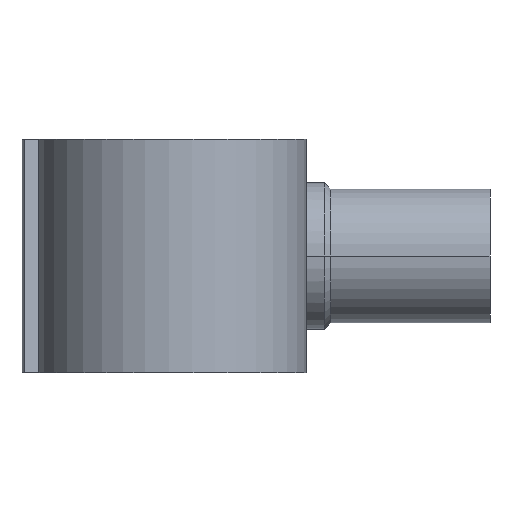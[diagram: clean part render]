
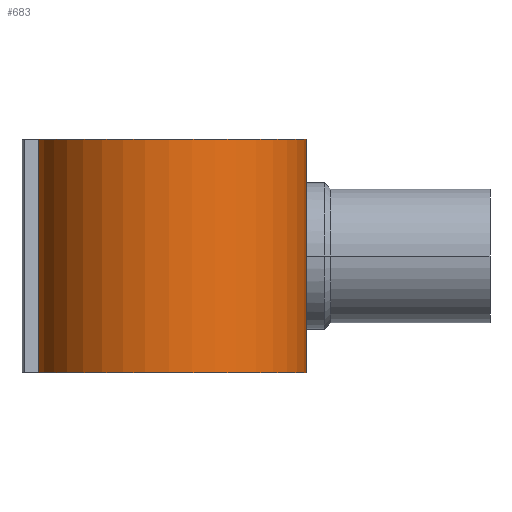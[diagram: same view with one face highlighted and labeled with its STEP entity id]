
A CAD part, front view. The second image highlights one B-rep face of the part: STEP entity #683.
In plain terms, the highlighted cylindrical face has radius 63.4 mm (diameter 126.8 mm), a partial arc.
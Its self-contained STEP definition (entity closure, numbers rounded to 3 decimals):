
#325 = EDGE_CURVE( '', #685, #485, #802, .T. );
#381 = VERTEX_POINT( '', #864 );
#387 = EDGE_CURVE( '', #381, #535, #870, .T. );
#427 = EDGE_CURVE( '', #535, #685, #914, .T. );
#485 = VERTEX_POINT( '', #976 );
#535 = VERTEX_POINT( '', #1031 );
#603 = EDGE_CURVE( '', #381, #485, #1107, .T. );
#683 = ADVANCED_FACE( '', ( #1200 ), #1201, .T. );
#685 = VERTEX_POINT( '', #1203 );
#802 = LINE( '', #1577, #1578 );
#864 = CARTESIAN_POINT( '', ( -62.692, -9.45, 55. ) );
#870 = LINE( '', #1775, #1776 );
#914 = CIRCLE( '', #1879, 63.4 );
#976 = CARTESIAN_POINT( '', ( 62.692, 9.45, 55. ) );
#1031 = CARTESIAN_POINT( '', ( -62.692, -9.45, -55. ) );
#1107 = CIRCLE( '', #2263, 63.4 );
#1200 = FACE_OUTER_BOUND( '', #2473, .T. );
#1201 = CYLINDRICAL_SURFACE( '', #2474, 63.4 );
#1203 = CARTESIAN_POINT( '', ( 62.692, 9.45, -55. ) );
#1577 = CARTESIAN_POINT( '', ( 62.692, 9.45, 55. ) );
#1578 = VECTOR( '', #2660, 1. );
#1775 = CARTESIAN_POINT( '', ( -62.692, -9.45, 55. ) );
#1776 = VECTOR( '', #2724, 1. );
#1879 = AXIS2_PLACEMENT_3D( '', #2790, #2791, #2792 );
#2263 = AXIS2_PLACEMENT_3D( '', #3018, #3019, #3020 );
#2473 = EDGE_LOOP( '', ( #3156, #3157, #3158, #3159 ) );
#2474 = AXIS2_PLACEMENT_3D( '', #3160, #3161, #3162 );
#2660 = DIRECTION( '', ( 0., 0., 1. ) );
#2724 = DIRECTION( '', ( 0., 0., -1. ) );
#2790 = CARTESIAN_POINT( '', ( 0., 0., -55. ) );
#2791 = DIRECTION( '', ( 0., 0., 1. ) );
#2792 = DIRECTION( '', ( -0.989, -0.149, 0. ) );
#3018 = CARTESIAN_POINT( '', ( 0., 0., 55. ) );
#3019 = DIRECTION( '', ( 0., 0., 1. ) );
#3020 = DIRECTION( '', ( -0.989, -0.149, 0. ) );
#3156 = ORIENTED_EDGE( '', *, *, #325, .T. );
#3157 = ORIENTED_EDGE( '', *, *, #603, .F. );
#3158 = ORIENTED_EDGE( '', *, *, #387, .T. );
#3159 = ORIENTED_EDGE( '', *, *, #427, .T. );
#3160 = CARTESIAN_POINT( '', ( 0., 0., 55. ) );
#3161 = DIRECTION( '', ( 0., 0., 1. ) );
#3162 = DIRECTION( '', ( -0.989, -0.149, 0. ) );
